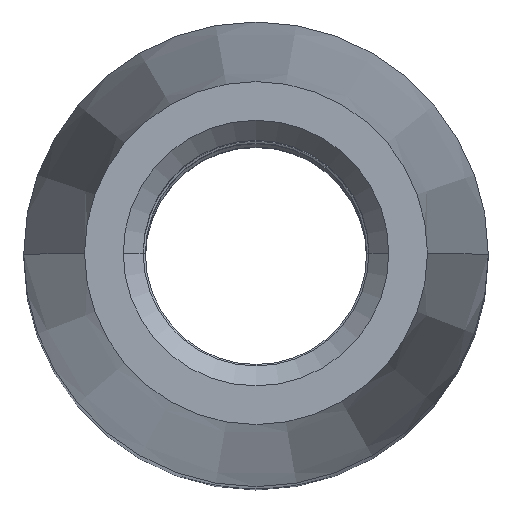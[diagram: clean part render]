
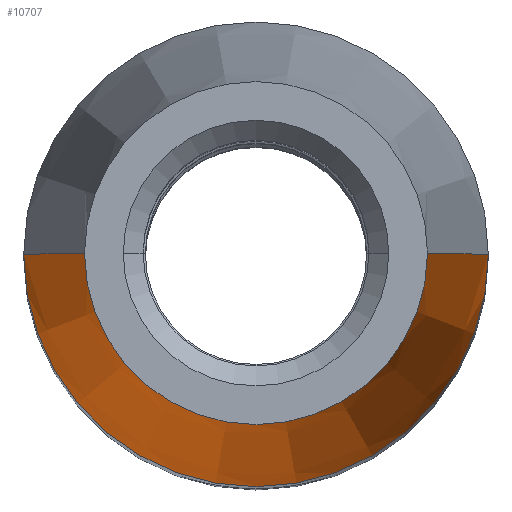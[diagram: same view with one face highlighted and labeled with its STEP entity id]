
A CAD part, top view. The second image highlights one B-rep face of the part: STEP entity #10707.
In plain terms, the highlighted conical face has half-angle 4.912 degrees and reference radius 10.5 mm.
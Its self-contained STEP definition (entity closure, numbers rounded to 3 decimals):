
#70 = LINE ( 'NONE', #1881, #9180 ) ;
#1006 = AXIS2_PLACEMENT_3D ( 'NONE', #6815, #11335, #11256 ) ;
#1881 = CARTESIAN_POINT ( 'NONE',  ( -10.5, 0., 43. ) ) ;
#2123 = VECTOR ( 'NONE', #9136, 1000. ) ;
#2321 = CARTESIAN_POINT ( 'NONE',  ( 0., 0., 75. ) ) ;
#3384 = DIRECTION ( 'NONE',  ( 0., 0., 1. ) ) ;
#3566 = ORIENTED_EDGE ( 'NONE', *, *, #4081, .T. ) ;
#3805 = DIRECTION ( 'NONE',  ( 0., 0., 1. ) ) ;
#3871 = EDGE_CURVE ( 'NONE', #5918, #4318, #9195, .T. ) ;
#4081 = EDGE_CURVE ( 'NONE', #5918, #4876, #70, .T. ) ;
#4252 = CARTESIAN_POINT ( 'NONE',  ( 7.75, 0., 75. ) ) ;
#4318 = VERTEX_POINT ( 'NONE', #4252 ) ;
#4517 = ORIENTED_EDGE ( 'NONE', *, *, #11617, .T. ) ;
#4876 = VERTEX_POINT ( 'NONE', #10592 ) ;
#5516 = CARTESIAN_POINT ( 'NONE',  ( 10.5, 0., 43. ) ) ;
#5603 = CARTESIAN_POINT ( 'NONE',  ( 10.5, 0., 43. ) ) ;
#5710 = CARTESIAN_POINT ( 'NONE',  ( -7.75, 0., 75. ) ) ;
#5914 = VERTEX_POINT ( 'NONE', #5516 ) ;
#5918 = VERTEX_POINT ( 'NONE', #5710 ) ;
#6478 = DIRECTION ( 'NONE',  ( -0.086, 0., -0.996 ) ) ;
#6660 = DIRECTION ( 'NONE',  ( 1., 0., 0. ) ) ;
#6815 = CARTESIAN_POINT ( 'NONE',  ( 0., 0., 43. ) ) ;
#7304 = FACE_OUTER_BOUND ( 'NONE', #8407, .T. ) ;
#7593 = AXIS2_PLACEMENT_3D ( 'NONE', #8389, #3805, #6660 ) ;
#7678 = ORIENTED_EDGE ( 'NONE', *, *, #3871, .F. ) ;
#8037 = ORIENTED_EDGE ( 'NONE', *, *, #9398, .F. ) ;
#8389 = CARTESIAN_POINT ( 'NONE',  ( 0., 0., 43. ) ) ;
#8407 = EDGE_LOOP ( 'NONE', ( #8037, #7678, #3566, #4517 ) ) ;
#9136 = DIRECTION ( 'NONE',  ( 0.086, 0., -0.996 ) ) ;
#9180 = VECTOR ( 'NONE', #6478, 1000. ) ;
#9195 = CIRCLE ( 'NONE', #10737, 7.75 ) ;
#9398 = EDGE_CURVE ( 'NONE', #4318, #5914, #11223, .T. ) ;
#10149 = CIRCLE ( 'NONE', #7593, 10.5 ) ;
#10592 = CARTESIAN_POINT ( 'NONE',  ( -10.5, 0., 43. ) ) ;
#10689 = DIRECTION ( 'NONE',  ( 1., 0., 0. ) ) ;
#10707 = ADVANCED_FACE ( 'NONE', ( #7304 ), #10756, .T. ) ;
#10737 = AXIS2_PLACEMENT_3D ( 'NONE', #2321, #3384, #10689 ) ;
#10756 = CONICAL_SURFACE ( 'NONE', #1006, 10.5, 0.086 ) ;
#11223 = LINE ( 'NONE', #5603, #2123 ) ;
#11256 = DIRECTION ( 'NONE',  ( -1., 0., 0. ) ) ;
#11335 = DIRECTION ( 'NONE',  ( 0., 0., -1. ) ) ;
#11617 = EDGE_CURVE ( 'NONE', #4876, #5914, #10149, .T. ) ;
